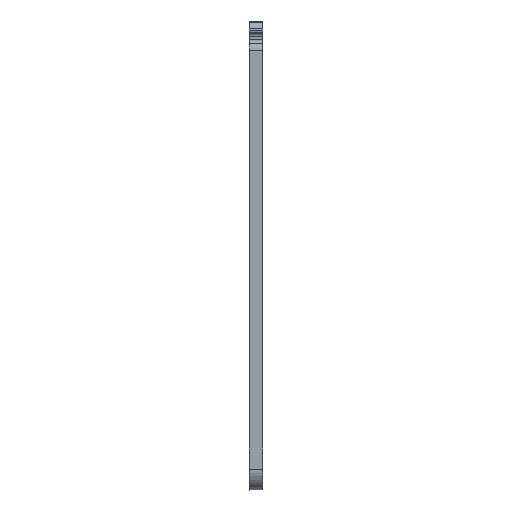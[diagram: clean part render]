
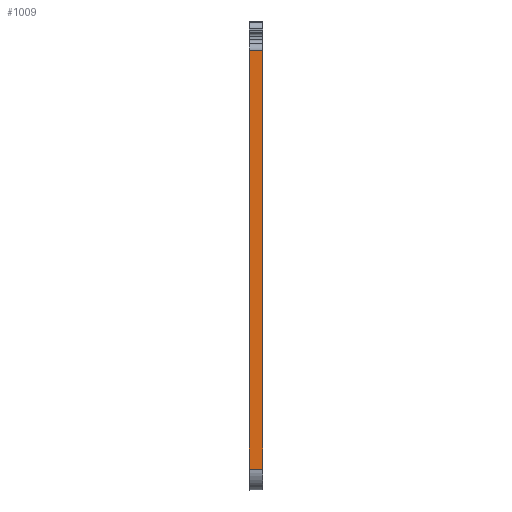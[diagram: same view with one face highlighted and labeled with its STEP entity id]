
A CAD part, front view. The second image highlights one B-rep face of the part: STEP entity #1009.
In plain terms, the highlighted planar face has unit normal (0, -1, 0).
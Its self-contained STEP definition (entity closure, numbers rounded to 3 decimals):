
#989=AXIS2_PLACEMENT_3D('Plane Axis2P3D',#986,#987,#988) ;
#52=CARTESIAN_POINT('Vertex',(2.,0.,62.881)) ;
#57=CARTESIAN_POINT('Line Origine',(2.,0.,32.94)) ;
#61=CARTESIAN_POINT('Vertex',(2.,0.,3.)) ;
#971=CARTESIAN_POINT('Vertex',(0.,0.,62.881)) ;
#974=CARTESIAN_POINT('Line Origine',(1.,0.,62.881)) ;
#986=CARTESIAN_POINT('Axis2P3D Location',(2.,0.,3.)) ;
#991=CARTESIAN_POINT('Line Origine',(0.,0.,32.94)) ;
#995=CARTESIAN_POINT('Vertex',(0.,0.,3.)) ;
#998=CARTESIAN_POINT('Line Origine',(1.,0.,3.)) ;
#58=DIRECTION('Vector Direction',(0.,0.,-1.)) ;
#975=DIRECTION('Vector Direction',(1.,0.,0.)) ;
#987=DIRECTION('Axis2P3D Direction',(0.,-1.,0.)) ;
#988=DIRECTION('Axis2P3D XDirection',(0.,0.,-1.)) ;
#992=DIRECTION('Vector Direction',(0.,0.,-1.)) ;
#999=DIRECTION('Vector Direction',(1.,0.,0.)) ;
#59=VECTOR('Line Direction',#58,1.) ;
#976=VECTOR('Line Direction',#975,1.) ;
#993=VECTOR('Line Direction',#992,1.) ;
#1000=VECTOR('Line Direction',#999,1.) ;
#1004=ORIENTED_EDGE('',*,*,#63,.F.) ;
#1005=ORIENTED_EDGE('',*,*,#978,.T.) ;
#1006=ORIENTED_EDGE('',*,*,#997,.T.) ;
#1007=ORIENTED_EDGE('',*,*,#1002,.T.) ;
#1009=ADVANCED_FACE('Koerper.2',(#1008),#990,.T.) ;
#63=EDGE_CURVE('',#53,#62,#60,.T.) ;
#978=EDGE_CURVE('',#53,#972,#977,.F.) ;
#997=EDGE_CURVE('',#972,#996,#994,.T.) ;
#1002=EDGE_CURVE('',#996,#62,#1001,.T.) ;
#1003=EDGE_LOOP('',(#1004,#1005,#1006,#1007)) ;
#1008=FACE_OUTER_BOUND('',#1003,.T.) ;
#60=LINE('Line',#57,#59) ;
#977=LINE('Line',#974,#976) ;
#994=LINE('Line',#991,#993) ;
#1001=LINE('Line',#998,#1000) ;
#990=PLANE('',#989) ;
#53=VERTEX_POINT('',#52) ;
#62=VERTEX_POINT('',#61) ;
#972=VERTEX_POINT('',#971) ;
#996=VERTEX_POINT('',#995) ;
